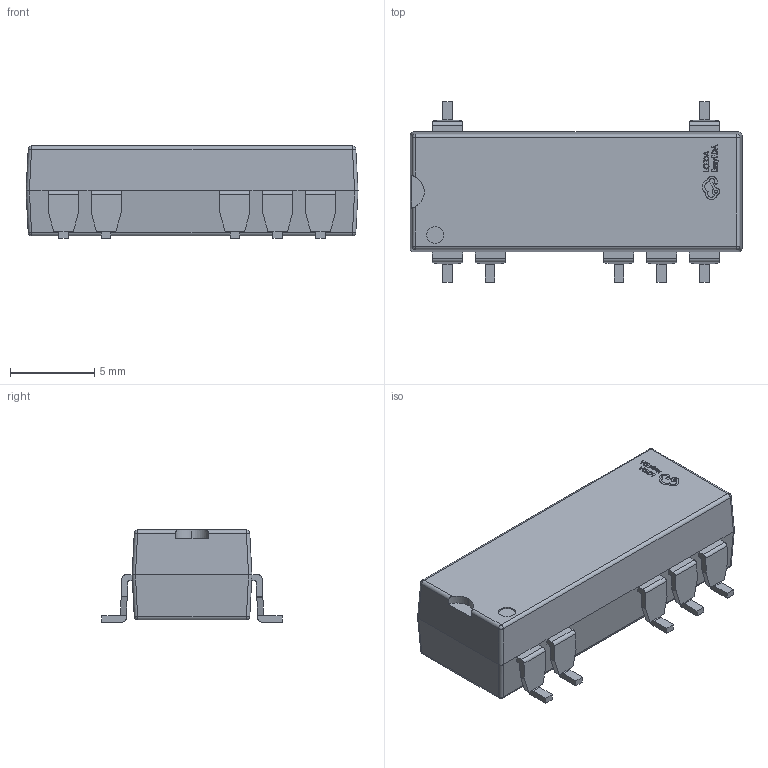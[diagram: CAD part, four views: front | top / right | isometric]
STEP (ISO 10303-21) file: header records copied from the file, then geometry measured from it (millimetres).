
FILE_DESCRIPTION (( 'STEP AP214' ), '1' );
FILE_NAME ('PWRM-SMD_DCP01XXXXBP-U.step', '2022-07-09T10:37:40', ( '' ), ( '' ), 'SwSTEP 2.0', 'SolidWorks 2020', '' );
FILE_SCHEMA (( 'AUTOMOTIVE_DESIGN' ));
Length unit declared in the file: millimetre
Products named in the file (1): PWRM-SMD_DCP01XXXXBP-U
Bounding box: 19.69 x 10.7 x 5.46 mm (x, y, z)
Volume: 737.5 mm3; surface area: 630.7 mm2
Topology: 1 solids, 1 shells, 464 faces, 1239 edges, 806 vertices
Faces by surface type: plane 291, bspline 112, cylinder 53, sphere 8
Entity records: 20141 total; most frequent: CARTESIAN_POINT 4254, ORIENTED_EDGE 2478, DIRECTION 1762, EDGE_CURVE 1239, VECTOR 864, LINE 864, VERTEX_POINT 806, EDGE_LOOP 493
